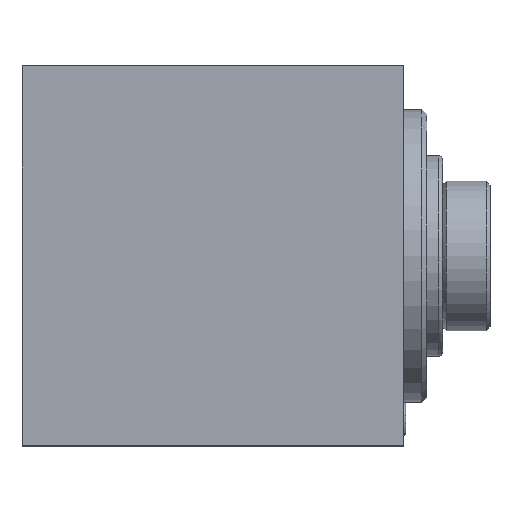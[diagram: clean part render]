
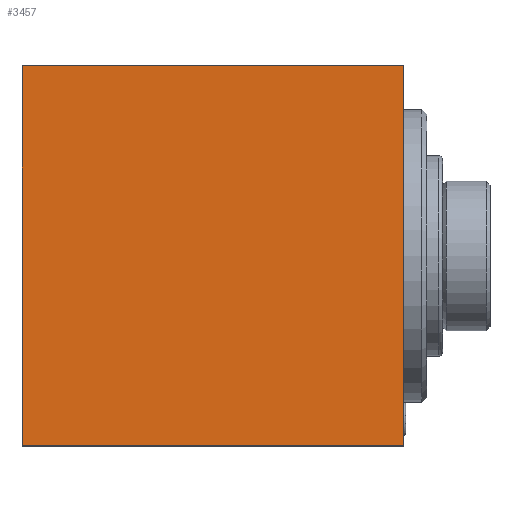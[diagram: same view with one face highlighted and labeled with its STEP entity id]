
A CAD part, top view. The second image highlights one B-rep face of the part: STEP entity #3457.
In plain terms, the highlighted planar face has unit normal (0, 0, 1).
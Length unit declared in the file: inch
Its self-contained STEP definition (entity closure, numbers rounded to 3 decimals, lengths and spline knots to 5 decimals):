
#613=DIRECTION('',(0.,1.,0.));
#614=VECTOR('',#613,3.);
#615=CARTESIAN_POINT('',(2.54,-1.5,1.245));
#616=LINE('',#615,#614);
#617=DIRECTION('',(1.,0.,0.));
#618=VECTOR('',#617,3.01);
#619=CARTESIAN_POINT('',(-0.47,-1.5,1.245));
#620=LINE('',#619,#618);
#621=DIRECTION('',(0.,-1.,0.));
#622=VECTOR('',#621,3.);
#623=CARTESIAN_POINT('',(-0.47,1.5,1.245));
#624=LINE('',#623,#622);
#625=DIRECTION('',(-1.,0.,0.));
#626=VECTOR('',#625,3.01);
#627=CARTESIAN_POINT('',(2.54,1.5,1.245));
#628=LINE('',#627,#626);
#2458=CARTESIAN_POINT('',(-0.47,1.5,1.245));
#2459=CARTESIAN_POINT('',(-0.47,-1.5,1.245));
#2460=VERTEX_POINT('',#2458);
#2461=VERTEX_POINT('',#2459);
#2470=CARTESIAN_POINT('',(2.54,-1.5,1.245));
#2471=CARTESIAN_POINT('',(2.54,1.5,1.245));
#2472=VERTEX_POINT('',#2470);
#2473=VERTEX_POINT('',#2471);
#3445=CARTESIAN_POINT('',(-0.47,-1.5,1.245));
#3446=DIRECTION('',(0.,0.,1.));
#3447=DIRECTION('',(1.,0.,0.));
#3448=AXIS2_PLACEMENT_3D('',#3445,#3446,#3447);
#3449=PLANE('',#3448);
#3450=ORIENTED_EDGE('',*,*,#3375,.F.);
#3451=ORIENTED_EDGE('',*,*,#3433,.F.);
#3452=ORIENTED_EDGE('',*,*,#3108,.F.);
#3454=ORIENTED_EDGE('',*,*,#3453,.F.);
#3455=EDGE_LOOP('',(#3450,#3451,#3452,#3454));
#3456=FACE_OUTER_BOUND('',#3455,.F.);
#3457=ADVANCED_FACE('',(#3456),#3449,.T.);
#3108=EDGE_CURVE('',#2460,#2461,#624,.T.);
#3375=EDGE_CURVE('',#2472,#2473,#616,.T.);
#3433=EDGE_CURVE('',#2461,#2472,#620,.T.);
#3453=EDGE_CURVE('',#2473,#2460,#628,.T.);
